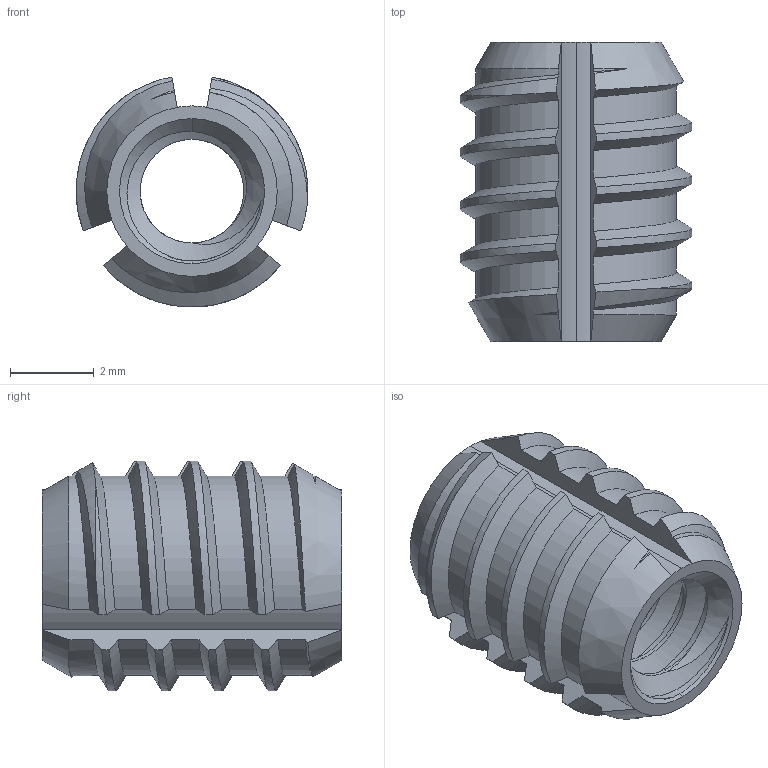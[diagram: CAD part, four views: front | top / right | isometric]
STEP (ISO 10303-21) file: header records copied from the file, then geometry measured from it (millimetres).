
FILE_DESCRIPTION (( 'STEP AP203' ), '1' );
FILE_NAME ('99362A300.STEP', '2018-04-24T19:54:07', ( '' ), ( '' ), 'SwSTEP 2.0', 'SolidWorks 2014', '' );
FILE_SCHEMA (( 'CONFIG_CONTROL_DESIGN' ));
Length unit declared in the file: inch
Products named in the file (1): 99362A300
Bounding box: 5.54 x 7.14 x 5.49 mm (x, y, z)
Volume: 78.1 mm3; surface area: 266 mm2
Topology: 1 solids, 1 shells, 104 faces, 293 edges, 191 vertices
Faces by surface type: bspline 50, cylinder 33, cone 13, plane 8
Entity records: 14237 total; most frequent: CARTESIAN_POINT 12232, ORIENTED_EDGE 586, EDGE_CURVE 293, DIRECTION 222, VERTEX_POINT 191, EDGE_LOOP 106, ADVANCED_FACE 104, FACE_OUTER_BOUND 104
